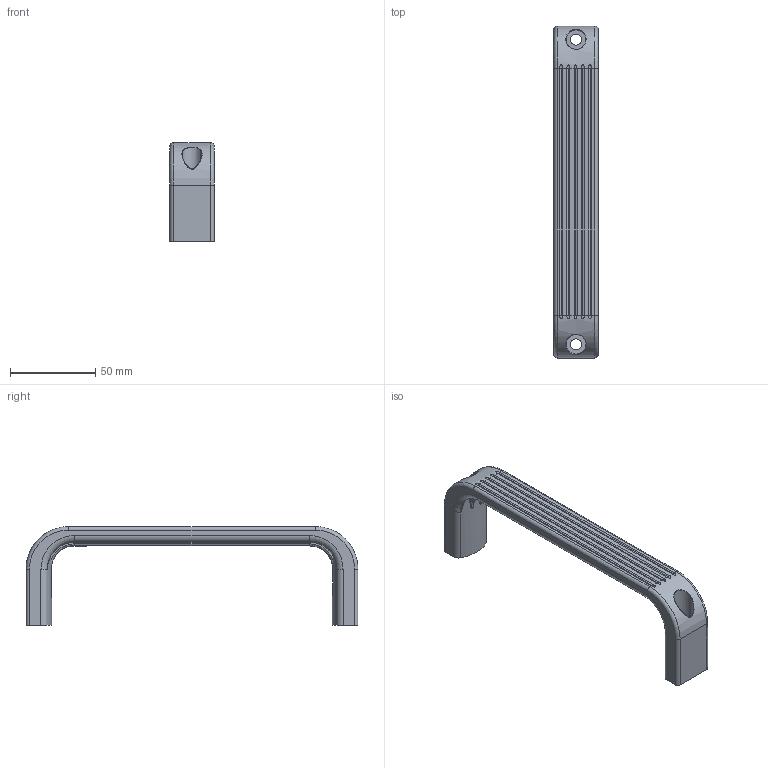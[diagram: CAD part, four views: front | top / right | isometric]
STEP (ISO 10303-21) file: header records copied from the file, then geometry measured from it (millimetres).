
FILE_DESCRIPTION (( 'STEP AP214' ), '1' );
FILE_NAME ('092307s01.STEP', '2014-08-14T13:33:59', ( '' ), ( '' ), 'SwSTEP 2.0', 'SolidWorks 2014', '' );
FILE_SCHEMA (( 'AUTOMOTIVE_DESIGN' ));
Length unit declared in the file: millimetre
Products named in the file (1): 092307s01
Bounding box: 26 x 195 x 58 mm (x, y, z)
Volume: 55059.3 mm3; surface area: 31023.6 mm2
Topology: 1 solids, 1 shells, 313 faces, 836 edges, 532 vertices
Faces by surface type: plane 159, cylinder 88, torus 44, bspline 20, cone 2
Entity records: 11487 total; most frequent: CARTESIAN_POINT 3961, ORIENTED_EDGE 1664, DIRECTION 1492, EDGE_CURVE 832, AXIS2_PLACEMENT_3D 535, VERTEX_POINT 532, LINE 422, VECTOR 422
